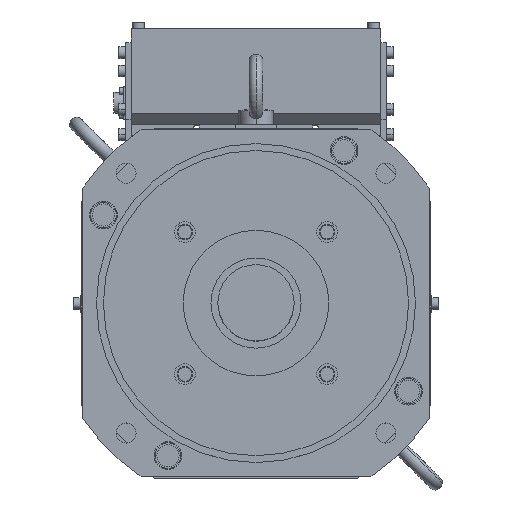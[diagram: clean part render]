
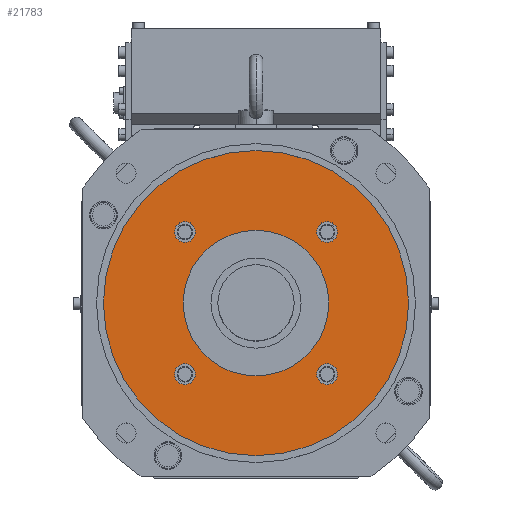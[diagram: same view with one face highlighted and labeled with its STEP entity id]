
A CAD part, top view. The second image highlights one B-rep face of the part: STEP entity #21783.
In plain terms, the highlighted planar face has unit normal (0, 0, 1).
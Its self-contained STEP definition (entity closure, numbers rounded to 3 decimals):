
#9824=CARTESIAN_POINT('',(0.,0.,-111.5));
#9825=DIRECTION('',(0.,0.,-1.));
#9826=DIRECTION('',(-1.,0.,0.));
#9827=AXIS2_PLACEMENT_3D('',#9824,#9825,#9826);
#9829=CARTESIAN_POINT('',(0.,0.,-111.5));
#9830=DIRECTION('',(0.,0.,-1.));
#9831=DIRECTION('',(1.,0.,0.));
#9832=AXIS2_PLACEMENT_3D('',#9829,#9830,#9831);
#9834=CARTESIAN_POINT('',(0.,0.,-111.5));
#9835=DIRECTION('',(0.,0.,1.));
#9836=DIRECTION('',(1.,0.,0.));
#9837=AXIS2_PLACEMENT_3D('',#9834,#9835,#9836);
#9839=CARTESIAN_POINT('',(0.,0.,-111.5));
#9840=DIRECTION('',(0.,0.,1.));
#9841=DIRECTION('',(-1.,0.,0.));
#9842=AXIS2_PLACEMENT_3D('',#9839,#9840,#9841);
#9844=CARTESIAN_POINT('',(51.265,51.265,-111.5));
#9845=DIRECTION('',(0.,0.,1.));
#9846=DIRECTION('',(1.,0.,0.));
#9847=AXIS2_PLACEMENT_3D('',#9844,#9845,#9846);
#9849=CARTESIAN_POINT('',(51.265,51.265,-111.5));
#9850=DIRECTION('',(0.,0.,1.));
#9851=DIRECTION('',(-1.,0.,0.));
#9852=AXIS2_PLACEMENT_3D('',#9849,#9850,#9851);
#9854=CARTESIAN_POINT('',(51.265,-51.265,-111.5));
#9855=DIRECTION('',(0.,0.,1.));
#9856=DIRECTION('',(0.,-1.,0.));
#9857=AXIS2_PLACEMENT_3D('',#9854,#9855,#9856);
#9859=CARTESIAN_POINT('',(51.265,-51.265,-111.5));
#9860=DIRECTION('',(0.,0.,1.));
#9861=DIRECTION('',(0.,1.,0.));
#9862=AXIS2_PLACEMENT_3D('',#9859,#9860,#9861);
#9864=CARTESIAN_POINT('',(-51.265,-51.265,-111.5));
#9865=DIRECTION('',(0.,0.,1.));
#9866=DIRECTION('',(-1.,0.,0.));
#9867=AXIS2_PLACEMENT_3D('',#9864,#9865,#9866);
#9869=CARTESIAN_POINT('',(-51.265,-51.265,-111.5));
#9870=DIRECTION('',(0.,0.,1.));
#9871=DIRECTION('',(1.,0.,0.));
#9872=AXIS2_PLACEMENT_3D('',#9869,#9870,#9871);
#9874=CARTESIAN_POINT('',(-51.265,51.265,-111.5));
#9875=DIRECTION('',(0.,0.,1.));
#9876=DIRECTION('',(0.,1.,0.));
#9877=AXIS2_PLACEMENT_3D('',#9874,#9875,#9876);
#9879=CARTESIAN_POINT('',(-51.265,51.265,-111.5));
#9880=DIRECTION('',(0.,0.,1.));
#9881=DIRECTION('',(0.,-1.,0.));
#9882=AXIS2_PLACEMENT_3D('',#9879,#9880,#9881);
#12460=CARTESIAN_POINT('',(-110.,0.,-111.5));
#12461=VERTEX_POINT('',#12460);
#12462=CARTESIAN_POINT('',(110.,0.,-111.5));
#12463=VERTEX_POINT('',#12462);
#12464=CARTESIAN_POINT('',(52.5,0.,-111.5));
#12465=CARTESIAN_POINT('',(-52.5,0.,-111.5));
#12466=VERTEX_POINT('',#12464);
#12467=VERTEX_POINT('',#12465);
#12468=CARTESIAN_POINT('',(58.765,51.265,-111.5));
#12469=CARTESIAN_POINT('',(43.765,51.265,-111.5));
#12470=VERTEX_POINT('',#12468);
#12471=VERTEX_POINT('',#12469);
#12472=CARTESIAN_POINT('',(51.265,-58.765,-111.5));
#12473=CARTESIAN_POINT('',(51.265,-43.765,-111.5));
#12474=VERTEX_POINT('',#12472);
#12475=VERTEX_POINT('',#12473);
#12476=CARTESIAN_POINT('',(-58.765,-51.265,-111.5));
#12477=CARTESIAN_POINT('',(-43.765,-51.265,-111.5));
#12478=VERTEX_POINT('',#12476);
#12479=VERTEX_POINT('',#12477);
#12480=CARTESIAN_POINT('',(-51.265,58.765,-111.5));
#12481=CARTESIAN_POINT('',(-51.265,43.765,-111.5));
#12482=VERTEX_POINT('',#12480);
#12483=VERTEX_POINT('',#12481);
#21744=CARTESIAN_POINT('',(0.,0.,-111.5));
#21745=DIRECTION('',(0.,0.,1.));
#21746=DIRECTION('',(1.,0.,0.));
#21747=AXIS2_PLACEMENT_3D('',#21744,#21745,#21746);
#21748=PLANE('',#21747);
#21749=ORIENTED_EDGE('',*,*,#21723,.T.);
#21750=ORIENTED_EDGE('',*,*,#21737,.T.);
#21751=EDGE_LOOP('',(#21749,#21750));
#21752=FACE_OUTER_BOUND('',#21751,.F.);
#21754=ORIENTED_EDGE('',*,*,#21753,.T.);
#21756=ORIENTED_EDGE('',*,*,#21755,.T.);
#21757=EDGE_LOOP('',(#21754,#21756));
#21758=FACE_BOUND('',#21757,.F.);
#21760=ORIENTED_EDGE('',*,*,#21759,.T.);
#21762=ORIENTED_EDGE('',*,*,#21761,.T.);
#21763=EDGE_LOOP('',(#21760,#21762));
#21764=FACE_BOUND('',#21763,.F.);
#21766=ORIENTED_EDGE('',*,*,#21765,.T.);
#21768=ORIENTED_EDGE('',*,*,#21767,.T.);
#21769=EDGE_LOOP('',(#21766,#21768));
#21770=FACE_BOUND('',#21769,.F.);
#21772=ORIENTED_EDGE('',*,*,#21771,.T.);
#21774=ORIENTED_EDGE('',*,*,#21773,.T.);
#21775=EDGE_LOOP('',(#21772,#21774));
#21776=FACE_BOUND('',#21775,.F.);
#21778=ORIENTED_EDGE('',*,*,#21777,.T.);
#21780=ORIENTED_EDGE('',*,*,#21779,.T.);
#21781=EDGE_LOOP('',(#21778,#21780));
#21782=FACE_BOUND('',#21781,.F.);
#21783=ADVANCED_FACE('',(#21752,#21758,#21764,#21770,#21776,#21782),#21748,.T.);
#9828=CIRCLE('',#9827,110.);
#9833=CIRCLE('',#9832,110.);
#9838=CIRCLE('',#9837,52.5);
#9843=CIRCLE('',#9842,52.5);
#9848=CIRCLE('',#9847,7.5);
#9853=CIRCLE('',#9852,7.5);
#9858=CIRCLE('',#9857,7.5);
#9863=CIRCLE('',#9862,7.5);
#9868=CIRCLE('',#9867,7.5);
#9873=CIRCLE('',#9872,7.5);
#9878=CIRCLE('',#9877,7.5);
#9883=CIRCLE('',#9882,7.5);
#21723=EDGE_CURVE('',#12461,#12463,#9828,.T.);
#21737=EDGE_CURVE('',#12463,#12461,#9833,.T.);
#21753=EDGE_CURVE('',#12466,#12467,#9838,.T.);
#21755=EDGE_CURVE('',#12467,#12466,#9843,.T.);
#21759=EDGE_CURVE('',#12470,#12471,#9848,.T.);
#21761=EDGE_CURVE('',#12471,#12470,#9853,.T.);
#21765=EDGE_CURVE('',#12474,#12475,#9858,.T.);
#21767=EDGE_CURVE('',#12475,#12474,#9863,.T.);
#21771=EDGE_CURVE('',#12478,#12479,#9868,.T.);
#21773=EDGE_CURVE('',#12479,#12478,#9873,.T.);
#21777=EDGE_CURVE('',#12482,#12483,#9878,.T.);
#21779=EDGE_CURVE('',#12483,#12482,#9883,.T.);
